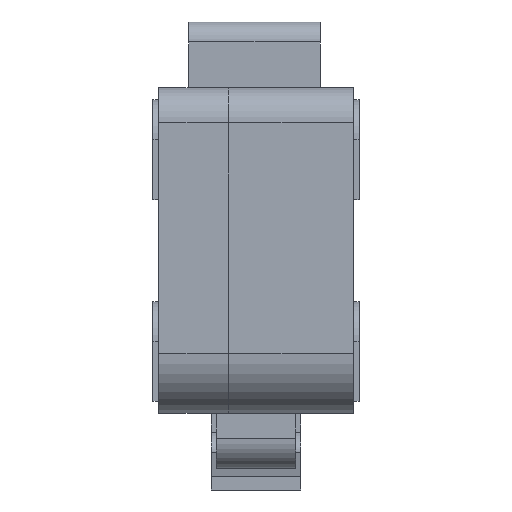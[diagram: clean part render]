
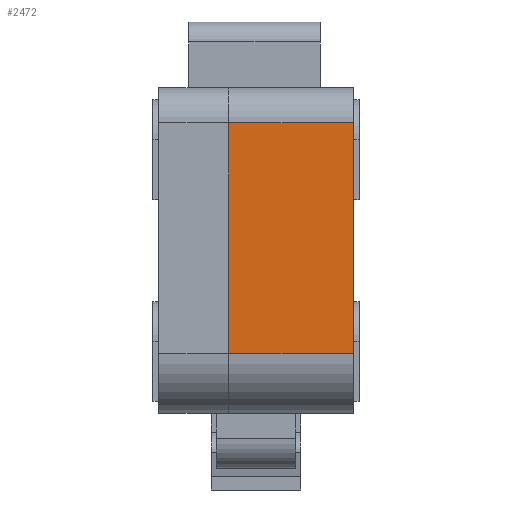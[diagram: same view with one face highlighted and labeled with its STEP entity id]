
A CAD part, left-side view. The second image highlights one B-rep face of the part: STEP entity #2472.
In plain terms, the highlighted planar face has unit normal (-1, 0, 0).
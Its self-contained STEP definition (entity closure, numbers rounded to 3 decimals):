
#30 = FACE_OUTER_BOUND ( 'NONE', #4106, .T. ) ;
#80 = CARTESIAN_POINT ( 'NONE',  ( 0., 9.75, -1.75 ) ) ;
#90 = DIRECTION ( 'NONE',  ( 0., 0., 1. ) ) ;
#190 = LINE ( 'NONE', #1738, #9354 ) ;
#1002 = DIRECTION ( 'NONE',  ( 0., 1., 0. ) ) ;
#1738 = CARTESIAN_POINT ( 'NONE',  ( 0., 6.24, 0. ) ) ;
#1806 = EDGE_CURVE ( 'NONE', #3006, #2278, #5288, .T. ) ;
#2278 = VERTEX_POINT ( 'NONE', #7776 ) ;
#2298 = DIRECTION ( 'NONE',  ( 0., 0., -1. ) ) ;
#2472 = ADVANCED_FACE ( 'NONE', ( #30 ), #6343, .F. ) ;
#2506 = EDGE_CURVE ( 'NONE', #9759, #3006, #7115, .T. ) ;
#2685 = CARTESIAN_POINT ( 'NONE',  ( 0., 9.75, -13.3 ) ) ;
#2914 = AXIS2_PLACEMENT_3D ( 'NONE', #4631, #10104, #7766 ) ;
#3006 = VERTEX_POINT ( 'NONE', #5045 ) ;
#4106 = EDGE_LOOP ( 'NONE', ( #7768, #6867, #4630, #4968 ) ) ;
#4512 = CARTESIAN_POINT ( 'NONE',  ( 0., 0., 0. ) ) ;
#4630 = ORIENTED_EDGE ( 'NONE', *, *, #2506, .F. ) ;
#4631 = CARTESIAN_POINT ( 'NONE',  ( 0., 9.75, 0. ) ) ;
#4968 = ORIENTED_EDGE ( 'NONE', *, *, #6136, .F. ) ;
#5045 = CARTESIAN_POINT ( 'NONE',  ( 0., 0., -1.75 ) ) ;
#5288 = LINE ( 'NONE', #4512, #8008 ) ;
#5294 = VECTOR ( 'NONE', #1002, 1000. ) ;
#5880 = VERTEX_POINT ( 'NONE', #6302 ) ;
#6136 = EDGE_CURVE ( 'NONE', #5880, #9759, #190, .T. ) ;
#6292 = DIRECTION ( 'NONE',  ( 0., -1., 0. ) ) ;
#6302 = CARTESIAN_POINT ( 'NONE',  ( 0., 6.24, -13.3 ) ) ;
#6343 = PLANE ( 'NONE',  #2914 ) ;
#6867 = ORIENTED_EDGE ( 'NONE', *, *, #1806, .F. ) ;
#7115 = LINE ( 'NONE', #80, #7503 ) ;
#7447 = EDGE_CURVE ( 'NONE', #2278, #5880, #9057, .T. ) ;
#7503 = VECTOR ( 'NONE', #6292, 1000. ) ;
#7766 = DIRECTION ( 'NONE',  ( 0., 0., -1. ) ) ;
#7768 = ORIENTED_EDGE ( 'NONE', *, *, #7447, .F. ) ;
#7776 = CARTESIAN_POINT ( 'NONE',  ( 0., 0., -13.3 ) ) ;
#8008 = VECTOR ( 'NONE', #2298, 1000. ) ;
#9057 = LINE ( 'NONE', #2685, #5294 ) ;
#9354 = VECTOR ( 'NONE', #90, 1000. ) ;
#9480 = CARTESIAN_POINT ( 'NONE',  ( 0., 6.24, -1.75 ) ) ;
#9759 = VERTEX_POINT ( 'NONE', #9480 ) ;
#10104 = DIRECTION ( 'NONE',  ( 1., 0., 0. ) ) ;
